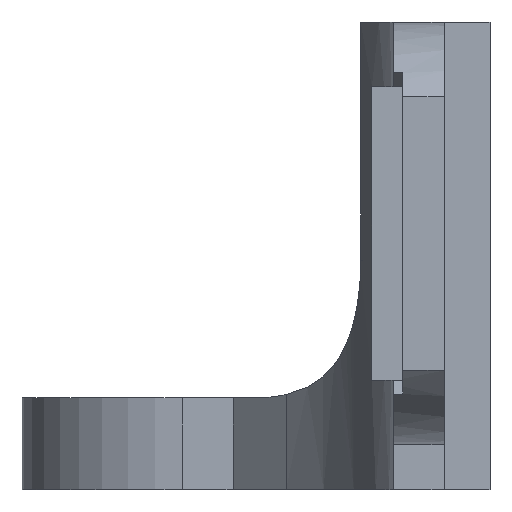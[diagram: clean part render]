
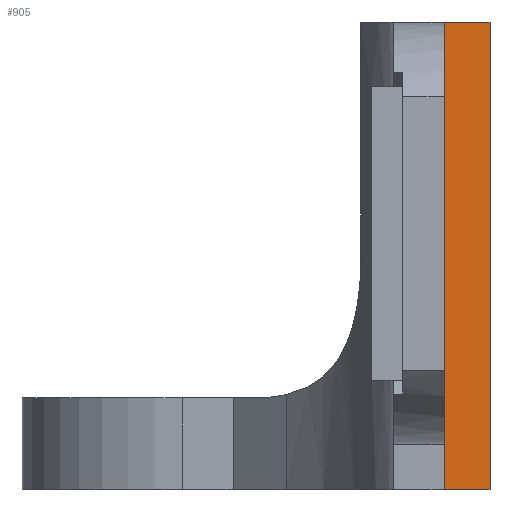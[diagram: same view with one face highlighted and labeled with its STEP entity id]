
A CAD part, front view. The second image highlights one B-rep face of the part: STEP entity #905.
In plain terms, the highlighted planar face has unit normal (0, -1, 0).
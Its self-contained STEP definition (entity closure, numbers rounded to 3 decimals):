
#132=FACE_OUTER_BOUND('',#184,.T.);
#184=EDGE_LOOP('',(#672,#673,#674,#675));
#264=LINE('',#1374,#341);
#277=LINE('',#1414,#354);
#278=LINE('',#1416,#355);
#279=LINE('',#1417,#356);
#341=VECTOR('',#1097,10.);
#354=VECTOR('',#1132,10.);
#355=VECTOR('',#1133,10.);
#356=VECTOR('',#1134,10.);
#423=VERTEX_POINT('',#1371);
#424=VERTEX_POINT('',#1373);
#440=VERTEX_POINT('',#1413);
#441=VERTEX_POINT('',#1415);
#513=EDGE_CURVE('',#423,#424,#264,.T.);
#533=EDGE_CURVE('',#440,#423,#277,.T.);
#534=EDGE_CURVE('',#441,#440,#278,.T.);
#535=EDGE_CURVE('',#441,#424,#279,.T.);
#672=ORIENTED_EDGE('',*,*,#533,.F.);
#673=ORIENTED_EDGE('',*,*,#534,.F.);
#674=ORIENTED_EDGE('',*,*,#535,.T.);
#675=ORIENTED_EDGE('',*,*,#513,.F.);
#881=PLANE('',#980);
#905=ADVANCED_FACE('',(#132),#881,.F.);
#980=AXIS2_PLACEMENT_3D('',#1412,#1130,#1131);
#1097=DIRECTION('',(-1.,0.,0.));
#1130=DIRECTION('center_axis',(0.,1.,0.));
#1131=DIRECTION('ref_axis',(0.,0.,-1.));
#1132=DIRECTION('',(0.,0.,-1.));
#1133=DIRECTION('',(1.,0.,0.));
#1134=DIRECTION('',(0.,0.,-1.));
#1371=CARTESIAN_POINT('',(51.,-54.407,0.));
#1373=CARTESIAN_POINT('',(46.,-54.407,0.));
#1374=CARTESIAN_POINT('',(34.25,-54.407,0.));
#1412=CARTESIAN_POINT('Origin',(51.,-54.407,50.9));
#1413=CARTESIAN_POINT('',(51.,-54.407,50.9));
#1414=CARTESIAN_POINT('',(51.,-54.407,35.45));
#1415=CARTESIAN_POINT('',(46.,-54.407,50.9));
#1416=CARTESIAN_POINT('',(51.,-54.407,50.9));
#1417=CARTESIAN_POINT('',(46.,-54.407,42.334));
